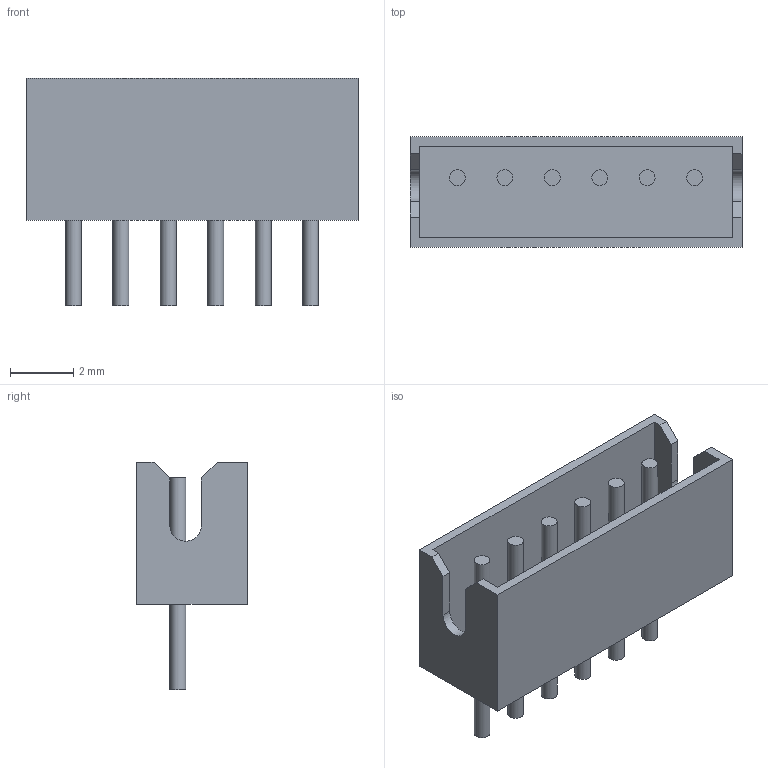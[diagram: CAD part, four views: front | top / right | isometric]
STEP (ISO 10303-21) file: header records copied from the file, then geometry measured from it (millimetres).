
FILE_DESCRIPTION( ( '' ), ' ' );
FILE_NAME( '59ee49456b79cb0f1a3a11b3.step', '2017-10-23T19:55:50', ( '' ), ( '' ), ' ', ' ', ' ' );
FILE_SCHEMA( ( 'AUTOMOTIVE_DESIGN { 1 0 10303 214 1 1 1 1 }' ) );
Length unit declared in the file: metre
Products named in the file (7): Body; Pins
Bounding box: 10.5 x 3.5 x 7.2 mm (x, y, z)
Volume: 51.1 mm3; surface area: 364.3 mm2
Topology: 7 solids, 7 shells, 40 faces, 78 edges, 52 vertices
Faces by surface type: plane 32, cylinder 8
Full cylindrical faces by diameter (mm): 0.5 x6
Entity records: 1384 total; most frequent: DIRECTION 182, CARTESIAN_POINT 171, ORIENTED_EDGE 144, EDGE_CURVE 72, AXIS2_PLACEMENT_3D 63, LINE 56, VECTOR 56, VERTEX_POINT 52
